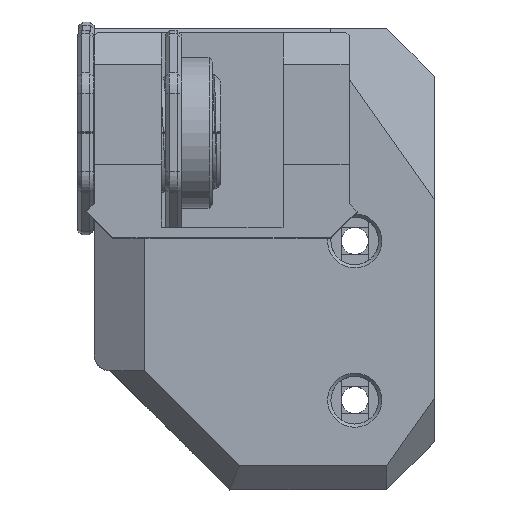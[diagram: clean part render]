
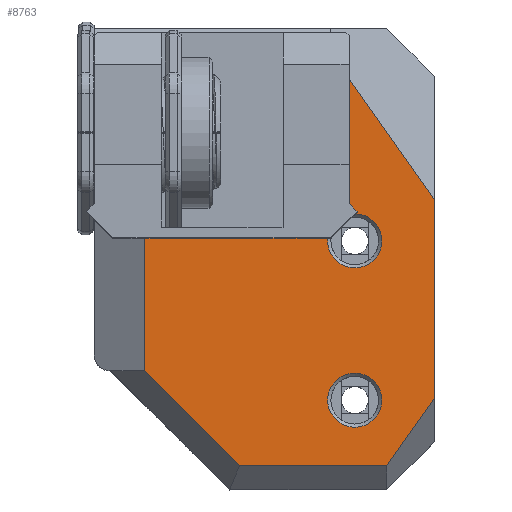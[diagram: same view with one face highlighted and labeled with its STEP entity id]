
A CAD part, top view. The second image highlights one B-rep face of the part: STEP entity #8763.
In plain terms, the highlighted planar face has unit normal (0, 0, 1).
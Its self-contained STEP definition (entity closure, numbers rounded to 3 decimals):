
#52=FACE_BOUND('',#3067,.T.);
#53=FACE_BOUND('',#3068,.T.);
#320=CIRCLE('',#9382,3.4);
#321=CIRCLE('',#9401,3.4);
#799=LINE('',#15567,#1560);
#863=LINE('',#15716,#1624);
#864=LINE('',#15718,#1625);
#867=LINE('',#15724,#1628);
#872=LINE('',#15736,#1633);
#906=LINE('',#15825,#1667);
#909=LINE('',#15831,#1670);
#910=LINE('',#15833,#1671);
#911=LINE('',#15834,#1672);
#1560=VECTOR('',#10496,10.);
#1624=VECTOR('',#10626,10.);
#1625=VECTOR('',#10629,10.);
#1628=VECTOR('',#10634,10.);
#1633=VECTOR('',#10643,10.);
#1667=VECTOR('',#10739,10.);
#1670=VECTOR('',#10744,10.);
#1671=VECTOR('',#10745,10.);
#1672=VECTOR('',#10746,10.);
#2187=PLANE('',#9400);
#2552=FACE_OUTER_BOUND('',#3066,.T.);
#3066=EDGE_LOOP('',(#7007,#7008,#7009,#7010,#7011,#7012,#7013,#7014,#7015));
#3067=EDGE_LOOP('',(#7016));
#3068=EDGE_LOOP('',(#7017));
#3951=VERTEX_POINT('',#15564);
#3952=VERTEX_POINT('',#15566);
#4003=VERTEX_POINT('',#15712);
#4004=VERTEX_POINT('',#15714);
#4006=VERTEX_POINT('',#15721);
#4011=VERTEX_POINT('',#15735);
#4026=VERTEX_POINT('',#15772);
#4035=VERTEX_POINT('',#15824);
#4037=VERTEX_POINT('',#15830);
#4038=VERTEX_POINT('',#15832);
#4039=VERTEX_POINT('',#15835);
#4967=EDGE_CURVE('',#3952,#3951,#799,.T.);
#5042=EDGE_CURVE('',#4004,#4003,#863,.T.);
#5043=EDGE_CURVE('',#3951,#4003,#864,.T.);
#5046=EDGE_CURVE('',#3952,#4006,#867,.T.);
#5051=EDGE_CURVE('',#4006,#4011,#872,.T.);
#5071=EDGE_CURVE('',#4026,#4026,#320,.T.);
#5096=EDGE_CURVE('',#4035,#4011,#906,.F.);
#5099=EDGE_CURVE('',#4004,#4037,#909,.T.);
#5100=EDGE_CURVE('',#4038,#4037,#910,.T.);
#5101=EDGE_CURVE('',#4035,#4038,#911,.T.);
#5102=EDGE_CURVE('',#4039,#4039,#321,.T.);
#7007=ORIENTED_EDGE('',*,*,#5099,.T.);
#7008=ORIENTED_EDGE('',*,*,#5100,.F.);
#7009=ORIENTED_EDGE('',*,*,#5101,.F.);
#7010=ORIENTED_EDGE('',*,*,#5096,.T.);
#7011=ORIENTED_EDGE('',*,*,#5051,.F.);
#7012=ORIENTED_EDGE('',*,*,#5046,.F.);
#7013=ORIENTED_EDGE('',*,*,#4967,.T.);
#7014=ORIENTED_EDGE('',*,*,#5043,.T.);
#7015=ORIENTED_EDGE('',*,*,#5042,.F.);
#7016=ORIENTED_EDGE('',*,*,#5071,.F.);
#7017=ORIENTED_EDGE('',*,*,#5102,.F.);
#8763=ADVANCED_FACE('',(#2552,#52,#53),#2187,.F.);
#9382=AXIS2_PLACEMENT_3D('',#15774,#10679,#10680);
#9400=AXIS2_PLACEMENT_3D('',#15829,#10742,#10743);
#9401=AXIS2_PLACEMENT_3D('',#15836,#10747,#10748);
#10496=DIRECTION('',(0.,-1.,0.));
#10626=DIRECTION('',(0.,1.,0.));
#10629=DIRECTION('',(0.707,-0.707,0.));
#10634=DIRECTION('',(1.,0.,0.));
#10643=DIRECTION('',(0.577,-0.816,0.));
#10679=DIRECTION('center_axis',(0.,0.,
1.));
#10680=DIRECTION('ref_axis',(-1.,0.,0.));
#10739=DIRECTION('',(0.,-1.,0.));
#10742=DIRECTION('center_axis',(0.,0.,
-1.));
#10743=DIRECTION('ref_axis',(1.,0.,0.));
#10744=DIRECTION('',(0.707,-0.707,0.));
#10745=DIRECTION('',(-1.,0.,0.));
#10746=DIRECTION('',(-0.577,-0.816,0.));
#10747=DIRECTION('center_axis',(0.,0.,
1.));
#10748=DIRECTION('ref_axis',(-1.,0.,0.));
#15564=CARTESIAN_POINT('',(-38.496,253.549,-1.588));
#15566=CARTESIAN_POINT('',(-38.496,268.24,-1.588));
#15567=CARTESIAN_POINT('',(-38.496,248.997,-1.588));
#15712=CARTESIAN_POINT('',(-32.186,247.24,-1.588));
#15714=CARTESIAN_POINT('',(-32.186,228.24,-1.588));
#15716=CARTESIAN_POINT('',(-32.186,228.24,-1.588));
#15718=CARTESIAN_POINT('',(-31.127,246.18,-1.588));
#15721=CARTESIAN_POINT('',(-8.857,268.24,-1.588));
#15724=CARTESIAN_POINT('',(-32.053,268.24,-1.588));
#15735=CARTESIAN_POINT('',(4.214,249.754,-1.588));
#15736=CARTESIAN_POINT('',(-3.54,260.721,-1.588));
#15772=CARTESIAN_POINT('',(-2.386,244.54,-1.588));
#15774=CARTESIAN_POINT('Origin',(-5.786,244.54,-1.588));
#15824=CARTESIAN_POINT('',(4.214,224.792,-1.588));
#15825=CARTESIAN_POINT('',(4.214,235.99,-1.588));
#15829=CARTESIAN_POINT('Origin',(-31.572,232.24,-1.588));
#15830=CARTESIAN_POINT('',(-20.253,216.307,-1.588));
#15831=CARTESIAN_POINT('',(-31.127,227.18,-1.588));
#15832=CARTESIAN_POINT('',(-1.786,216.307,-1.588));
#15833=CARTESIAN_POINT('',(-31.572,216.307,-1.588));
#15834=CARTESIAN_POINT('',(-1.498,216.714,-1.588));
#15835=CARTESIAN_POINT('',(-2.386,224.54,-1.588));
#15836=CARTESIAN_POINT('Origin',(-5.786,224.54,-1.588));
